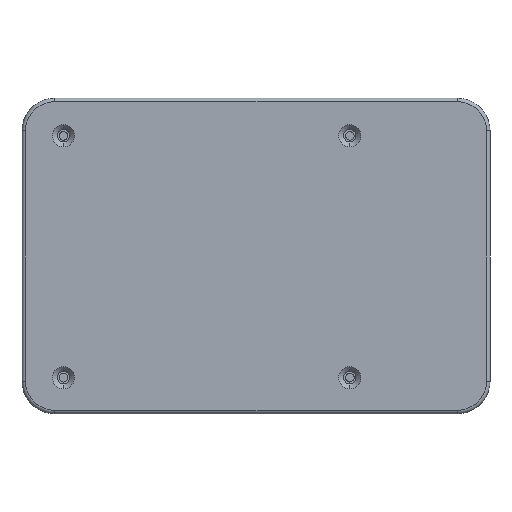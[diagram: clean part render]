
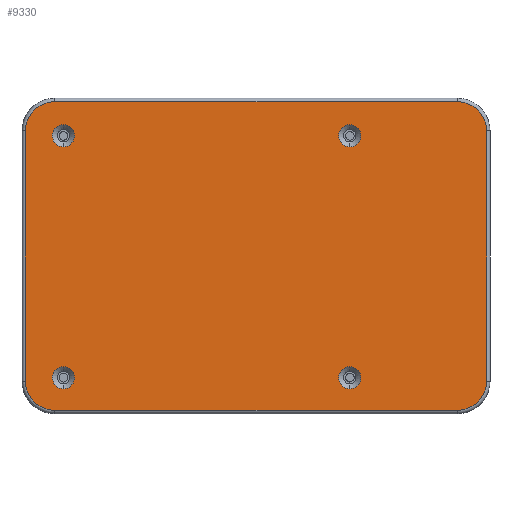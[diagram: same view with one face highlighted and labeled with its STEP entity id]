
A CAD part, front view. The second image highlights one B-rep face of the part: STEP entity #9330.
In plain terms, the highlighted planar face has unit normal (0, -1, 0).
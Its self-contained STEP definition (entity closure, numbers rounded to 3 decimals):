
#14 = FACE_BOUND ( 'NONE', #44067, .T. ) ;
#103 = AXIS2_PLACEMENT_3D ( 'NONE', #19785, #12575, #29739 ) ;
#327 = DIRECTION ( 'NONE',  ( 0., -1., 0. ) ) ;
#383 = CARTESIAN_POINT ( 'NONE',  ( 19., -6.4, -22.25 ) ) ;
#392 = CARTESIAN_POINT ( 'NONE',  ( -40.8, -6.4, -25.2 ) ) ;
#642 = DIRECTION ( 'NONE',  ( 0., -1., 0. ) ) ;
#1878 = ORIENTED_EDGE ( 'NONE', *, *, #15157, .T. ) ;
#2371 = LINE ( 'NONE', #5560, #7251 ) ;
#2754 = CARTESIAN_POINT ( 'NONE',  ( -39., -6.4, 24.5 ) ) ;
#2817 = DIRECTION ( 'NONE',  ( 0., 0., 1. ) ) ;
#3361 = EDGE_CURVE ( 'NONE', #13940, #20459, #5223, .T. ) ;
#3895 = CIRCLE ( 'NONE', #7515, 2.25 ) ;
#3903 = LINE ( 'NONE', #33270, #9321 ) ;
#4337 = FACE_OUTER_BOUND ( 'NONE', #42400, .T. ) ;
#4803 = CARTESIAN_POINT ( 'NONE',  ( -40.8, -6.4, 31.4 ) ) ;
#5146 = ORIENTED_EDGE ( 'NONE', *, *, #14259, .T. ) ;
#5223 = CIRCLE ( 'NONE', #11857, 2.25 ) ;
#5560 = CARTESIAN_POINT ( 'NONE',  ( -46.7, -6.4, 25.5 ) ) ;
#5628 = VECTOR ( 'NONE', #41460, 1000. ) ;
#5912 = AXIS2_PLACEMENT_3D ( 'NONE', #11015, #642, #35124 ) ;
#6633 = EDGE_CURVE ( 'NONE', #31126, #35230, #2371, .T. ) ;
#6683 = DIRECTION ( 'NONE',  ( 0., 0., 1. ) ) ;
#7251 = VECTOR ( 'NONE', #29665, 1000. ) ;
#7515 = AXIS2_PLACEMENT_3D ( 'NONE', #38161, #17223, #6683 ) ;
#7567 = DIRECTION ( 'NONE',  ( 0., 1., 0. ) ) ;
#7645 = CARTESIAN_POINT ( 'NONE',  ( -39., -6.4, 22.25 ) ) ;
#7740 = CARTESIAN_POINT ( 'NONE',  ( -46.7, -6.4, 25.5 ) ) ;
#7962 = VERTEX_POINT ( 'NONE', #32032 ) ;
#8047 = VERTEX_POINT ( 'NONE', #28718 ) ;
#8147 = CIRCLE ( 'NONE', #8453, 2.25 ) ;
#8235 = CARTESIAN_POINT ( 'NONE',  ( 19., -6.4, -26.75 ) ) ;
#8308 = ORIENTED_EDGE ( 'NONE', *, *, #33741, .T. ) ;
#8386 = ORIENTED_EDGE ( 'NONE', *, *, #9685, .T. ) ;
#8453 = AXIS2_PLACEMENT_3D ( 'NONE', #21668, #18637, #28321 ) ;
#8462 = DIRECTION ( 'NONE',  ( 0., -1., 0. ) ) ;
#8584 = AXIS2_PLACEMENT_3D ( 'NONE', #22770, #29694, #16128 ) ;
#8700 = AXIS2_PLACEMENT_3D ( 'NONE', #13066, #15758, #43270 ) ;
#9321 = VECTOR ( 'NONE', #19559, 1000. ) ;
#9330 = ADVANCED_FACE ( 'NONE', ( #32350, #23195, #14, #38276, #4337 ), #33340, .F. ) ;
#9523 = CARTESIAN_POINT ( 'NONE',  ( 19., -6.4, 26.75 ) ) ;
#9564 = DIRECTION ( 'NONE',  ( 0., 1., 0. ) ) ;
#9685 = EDGE_CURVE ( 'NONE', #8047, #7962, #36113, .T. ) ;
#9768 = VERTEX_POINT ( 'NONE', #19575 ) ;
#10404 = EDGE_CURVE ( 'NONE', #20334, #31126, #44611, .T. ) ;
#10424 = VERTEX_POINT ( 'NONE', #34816 ) ;
#10506 = VERTEX_POINT ( 'NONE', #32400 ) ;
#10555 = ORIENTED_EDGE ( 'NONE', *, *, #40340, .T. ) ;
#10877 = DIRECTION ( 'NONE',  ( 0., 0., 1. ) ) ;
#10896 = CARTESIAN_POINT ( 'NONE',  ( -40.8, -6.4, -31.1 ) ) ;
#11015 = CARTESIAN_POINT ( 'NONE',  ( -40.8, -6.4, 25.5 ) ) ;
#11857 = AXIS2_PLACEMENT_3D ( 'NONE', #13389, #16834, #20300 ) ;
#12391 = EDGE_CURVE ( 'NONE', #15090, #28599, #14865, .T. ) ;
#12575 = DIRECTION ( 'NONE',  ( 0., 1., 0. ) ) ;
#13066 = CARTESIAN_POINT ( 'NONE',  ( 19., -6.4, -24.5 ) ) ;
#13172 = AXIS2_PLACEMENT_3D ( 'NONE', #20954, #327, #38420 ) ;
#13338 = EDGE_CURVE ( 'NONE', #40146, #8047, #26145, .T. ) ;
#13389 = CARTESIAN_POINT ( 'NONE',  ( 19., -6.4, -24.5 ) ) ;
#13940 = VERTEX_POINT ( 'NONE', #8235 ) ;
#14259 = EDGE_CURVE ( 'NONE', #41064, #9768, #35758, .T. ) ;
#14401 = CIRCLE ( 'NONE', #8584, 2.25 ) ;
#14865 = CIRCLE ( 'NONE', #16654, 2.25 ) ;
#14889 = EDGE_LOOP ( 'NONE', ( #29752, #21001 ) ) ;
#15090 = VERTEX_POINT ( 'NONE', #23042 ) ;
#15157 = EDGE_CURVE ( 'NONE', #7962, #10424, #3903, .T. ) ;
#15758 = DIRECTION ( 'NONE',  ( 0., 1., 0. ) ) ;
#16128 = DIRECTION ( 'NONE',  ( 0., 0., 1. ) ) ;
#16571 = CARTESIAN_POINT ( 'NONE',  ( -39., -6.4, -22.25 ) ) ;
#16654 = AXIS2_PLACEMENT_3D ( 'NONE', #37210, #33867, #2817 ) ;
#16834 = DIRECTION ( 'NONE',  ( 0., 1., 0. ) ) ;
#16982 = CARTESIAN_POINT ( 'NONE',  ( -46.7, -6.4, -25.2 ) ) ;
#17203 = DIRECTION ( 'NONE',  ( -1., 0., 0. ) ) ;
#17223 = DIRECTION ( 'NONE',  ( 0., 1., 0. ) ) ;
#18445 = ORIENTED_EDGE ( 'NONE', *, *, #13338, .T. ) ;
#18637 = DIRECTION ( 'NONE',  ( 0., 1., 0. ) ) ;
#19533 = ORIENTED_EDGE ( 'NONE', *, *, #12391, .T. ) ;
#19543 = LINE ( 'NONE', #41114, #21710 ) ;
#19559 = DIRECTION ( 'NONE',  ( 0., 0., 1. ) ) ;
#19575 = CARTESIAN_POINT ( 'NONE',  ( -39., -6.4, 26.75 ) ) ;
#19689 = ORIENTED_EDGE ( 'NONE', *, *, #43012, .T. ) ;
#19785 = CARTESIAN_POINT ( 'NONE',  ( 40.8, -6.4, 25.5 ) ) ;
#19818 = AXIS2_PLACEMENT_3D ( 'NONE', #2754, #9564, #33642 ) ;
#20245 = CIRCLE ( 'NONE', #23154, 2.25 ) ;
#20300 = DIRECTION ( 'NONE',  ( 0., 0., 1. ) ) ;
#20334 = VERTEX_POINT ( 'NONE', #4803 ) ;
#20459 = VERTEX_POINT ( 'NONE', #383 ) ;
#20954 = CARTESIAN_POINT ( 'NONE',  ( 40.8, -6.4, 25.5 ) ) ;
#21001 = ORIENTED_EDGE ( 'NONE', *, *, #33098, .T. ) ;
#21021 = EDGE_CURVE ( 'NONE', #10424, #22707, #26232, .T. ) ;
#21668 = CARTESIAN_POINT ( 'NONE',  ( -39., -6.4, -24.5 ) ) ;
#21710 = VECTOR ( 'NONE', #17203, 1000. ) ;
#22238 = CIRCLE ( 'NONE', #23334, 5.9 ) ;
#22707 = VERTEX_POINT ( 'NONE', #37003 ) ;
#22770 = CARTESIAN_POINT ( 'NONE',  ( -39., -6.4, 24.5 ) ) ;
#23042 = CARTESIAN_POINT ( 'NONE',  ( 19., -6.4, 22.25 ) ) ;
#23154 = AXIS2_PLACEMENT_3D ( 'NONE', #38585, #7567, #10877 ) ;
#23195 = FACE_BOUND ( 'NONE', #38078, .T. ) ;
#23234 = EDGE_CURVE ( 'NONE', #35230, #40146, #22238, .T. ) ;
#23334 = AXIS2_PLACEMENT_3D ( 'NONE', #392, #24650, #34708 ) ;
#23733 = CARTESIAN_POINT ( 'NONE',  ( 40.8, -6.4, -31.1 ) ) ;
#24650 = DIRECTION ( 'NONE',  ( 0., -1., 0. ) ) ;
#26145 = LINE ( 'NONE', #23733, #5628 ) ;
#26232 = CIRCLE ( 'NONE', #13172, 5.9 ) ;
#26288 = CIRCLE ( 'NONE', #8700, 2.25 ) ;
#28321 = DIRECTION ( 'NONE',  ( 0., 0., 1. ) ) ;
#28599 = VERTEX_POINT ( 'NONE', #9523 ) ;
#28680 = EDGE_CURVE ( 'NONE', #22707, #20334, #19543, .T. ) ;
#28718 = CARTESIAN_POINT ( 'NONE',  ( 40.8, -6.4, -31.1 ) ) ;
#29665 = DIRECTION ( 'NONE',  ( 0., 0., -1. ) ) ;
#29694 = DIRECTION ( 'NONE',  ( 0., 1., 0. ) ) ;
#29739 = DIRECTION ( 'NONE',  ( 0., 0., 1. ) ) ;
#29752 = ORIENTED_EDGE ( 'NONE', *, *, #3361, .T. ) ;
#31126 = VERTEX_POINT ( 'NONE', #7740 ) ;
#31911 = EDGE_LOOP ( 'NONE', ( #8308, #34844 ) ) ;
#32032 = CARTESIAN_POINT ( 'NONE',  ( 46.7, -6.4, -25.2 ) ) ;
#32350 = FACE_BOUND ( 'NONE', #14889, .T. ) ;
#32400 = CARTESIAN_POINT ( 'NONE',  ( -39., -6.4, -26.75 ) ) ;
#33098 = EDGE_CURVE ( 'NONE', #20459, #13940, #26288, .T. ) ;
#33270 = CARTESIAN_POINT ( 'NONE',  ( 46.7, -6.4, 25.5 ) ) ;
#33340 = PLANE ( 'NONE',  #103 ) ;
#33642 = DIRECTION ( 'NONE',  ( 0., 0., 1. ) ) ;
#33741 = EDGE_CURVE ( 'NONE', #10506, #43480, #20245, .T. ) ;
#33867 = DIRECTION ( 'NONE',  ( 0., 1., 0. ) ) ;
#33952 = ORIENTED_EDGE ( 'NONE', *, *, #23234, .T. ) ;
#34708 = DIRECTION ( 'NONE',  ( 0., 0., 1. ) ) ;
#34816 = CARTESIAN_POINT ( 'NONE',  ( 46.7, -6.4, 25.5 ) ) ;
#34844 = ORIENTED_EDGE ( 'NONE', *, *, #43732, .T. ) ;
#35124 = DIRECTION ( 'NONE',  ( 0., 0., 1. ) ) ;
#35230 = VERTEX_POINT ( 'NONE', #16982 ) ;
#35758 = CIRCLE ( 'NONE', #19818, 2.25 ) ;
#36113 = CIRCLE ( 'NONE', #40210, 5.9 ) ;
#36547 = ORIENTED_EDGE ( 'NONE', *, *, #6633, .T. ) ;
#37003 = CARTESIAN_POINT ( 'NONE',  ( 40.8, -6.4, 31.4 ) ) ;
#37210 = CARTESIAN_POINT ( 'NONE',  ( 19., -6.4, 24.5 ) ) ;
#38078 = EDGE_LOOP ( 'NONE', ( #19533, #19689 ) ) ;
#38161 = CARTESIAN_POINT ( 'NONE',  ( 19., -6.4, 24.5 ) ) ;
#38276 = FACE_BOUND ( 'NONE', #31911, .T. ) ;
#38420 = DIRECTION ( 'NONE',  ( 0., 0., 1. ) ) ;
#38585 = CARTESIAN_POINT ( 'NONE',  ( -39., -6.4, -24.5 ) ) ;
#40146 = VERTEX_POINT ( 'NONE', #10896 ) ;
#40210 = AXIS2_PLACEMENT_3D ( 'NONE', #43047, #8462, #42894 ) ;
#40340 = EDGE_CURVE ( 'NONE', #9768, #41064, #14401, .T. ) ;
#41064 = VERTEX_POINT ( 'NONE', #7645 ) ;
#41114 = CARTESIAN_POINT ( 'NONE',  ( 40.8, -6.4, 31.4 ) ) ;
#41460 = DIRECTION ( 'NONE',  ( 1., 0., 0. ) ) ;
#42223 = ORIENTED_EDGE ( 'NONE', *, *, #10404, .T. ) ;
#42400 = EDGE_LOOP ( 'NONE', ( #42584, #42223, #36547, #33952, #18445, #8386, #1878, #44277 ) ) ;
#42584 = ORIENTED_EDGE ( 'NONE', *, *, #28680, .T. ) ;
#42894 = DIRECTION ( 'NONE',  ( 0., 0., 1. ) ) ;
#43012 = EDGE_CURVE ( 'NONE', #28599, #15090, #3895, .T. ) ;
#43047 = CARTESIAN_POINT ( 'NONE',  ( 40.8, -6.4, -25.2 ) ) ;
#43270 = DIRECTION ( 'NONE',  ( 0., 0., 1. ) ) ;
#43480 = VERTEX_POINT ( 'NONE', #16571 ) ;
#43732 = EDGE_CURVE ( 'NONE', #43480, #10506, #8147, .T. ) ;
#44067 = EDGE_LOOP ( 'NONE', ( #5146, #10555 ) ) ;
#44277 = ORIENTED_EDGE ( 'NONE', *, *, #21021, .T. ) ;
#44611 = CIRCLE ( 'NONE', #5912, 5.9 ) ;
